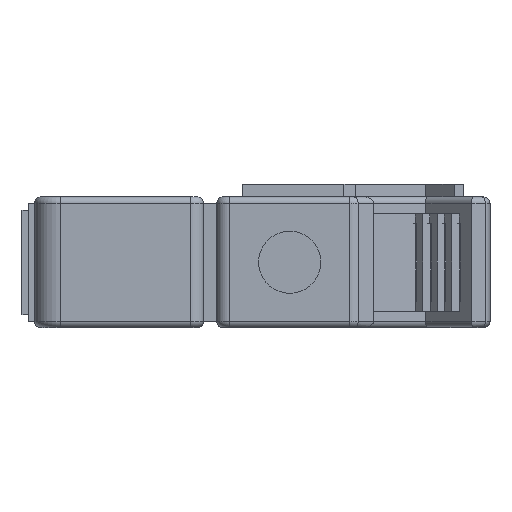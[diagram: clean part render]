
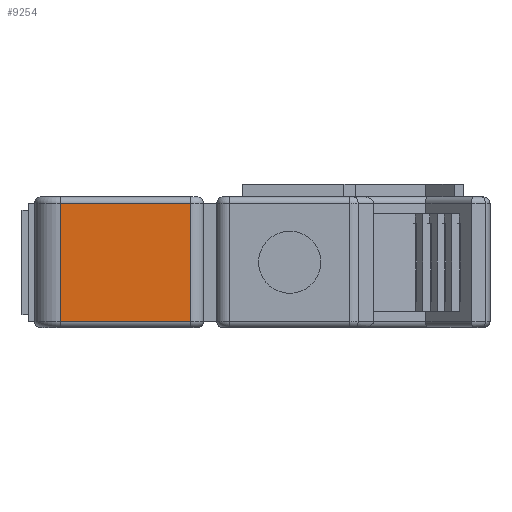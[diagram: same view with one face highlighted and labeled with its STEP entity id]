
A CAD part, front view. The second image highlights one B-rep face of the part: STEP entity #9254.
In plain terms, the highlighted planar face has unit normal (0, -1, 0).
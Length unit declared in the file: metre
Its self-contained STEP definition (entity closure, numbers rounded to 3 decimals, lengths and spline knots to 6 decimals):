
#1911=ORIENTED_EDGE('',*,*,#3720,.F.);
#1912=ORIENTED_EDGE('',*,*,#3724,.T.);
#1913=ORIENTED_EDGE('',*,*,#3727,.T.);
#1914=ORIENTED_EDGE('',*,*,#3729,.T.);
#3720=EDGE_CURVE('',#4757,#4758,#5800,.T.);
#3724=EDGE_CURVE('',#4757,#4760,#5804,.T.);
#3727=EDGE_CURVE('',#4760,#4762,#5807,.T.);
#3729=EDGE_CURVE('',#4762,#4758,#5809,.F.);
#4757=VERTEX_POINT('',#14527);
#4758=VERTEX_POINT('',#14529);
#4760=VERTEX_POINT('',#14535);
#4762=VERTEX_POINT('',#14541);
#5800=LINE('',#14528,#6944);
#5804=LINE('',#14536,#6948);
#5807=LINE('',#14542,#6951);
#5809=LINE('',#14545,#6953);
#6944=VECTOR('',#11855,1.);
#6948=VECTOR('',#11861,1.);
#6951=VECTOR('',#11866,1.);
#6953=VECTOR('',#11870,1.);
#7726=EDGE_LOOP('',(#1911,#1912,#1913,#1914));
#8298=FACE_BOUND('',#7726,.T.);
#8789=PLANE('',#10035);
#9254=ADVANCED_FACE('',(#8298),#8789,.T.);
#10035=AXIS2_PLACEMENT_3D('',#14546,#11871,#11872);
#11855=DIRECTION('',(0.,0.,-1.));
#11861=DIRECTION('',(-1.,0.,0.));
#11866=DIRECTION('',(0.,0.,-1.));
#11870=DIRECTION('',(-1.,0.,0.));
#11871=DIRECTION('',(0.,-1.,0.));
#11872=DIRECTION('',(-1.,0.,0.));
#14527=CARTESIAN_POINT('',(-0.007465,0.001093,0.009));
#14528=CARTESIAN_POINT('',(-0.007465,0.001093,0.01));
#14529=CARTESIAN_POINT('',(-0.007465,0.001093,-0.01));
#14535=CARTESIAN_POINT('',(-0.028396,0.001094,0.009));
#14536=CARTESIAN_POINT('',(-0.01793,0.001093,0.009));
#14541=CARTESIAN_POINT('',(-0.028396,0.001094,-0.01));
#14542=CARTESIAN_POINT('',(-0.028396,0.001094,0.01));
#14545=CARTESIAN_POINT('',(-0.007465,0.001093,-0.01));
#14546=CARTESIAN_POINT('',(-0.01793,0.001093,0.01));
